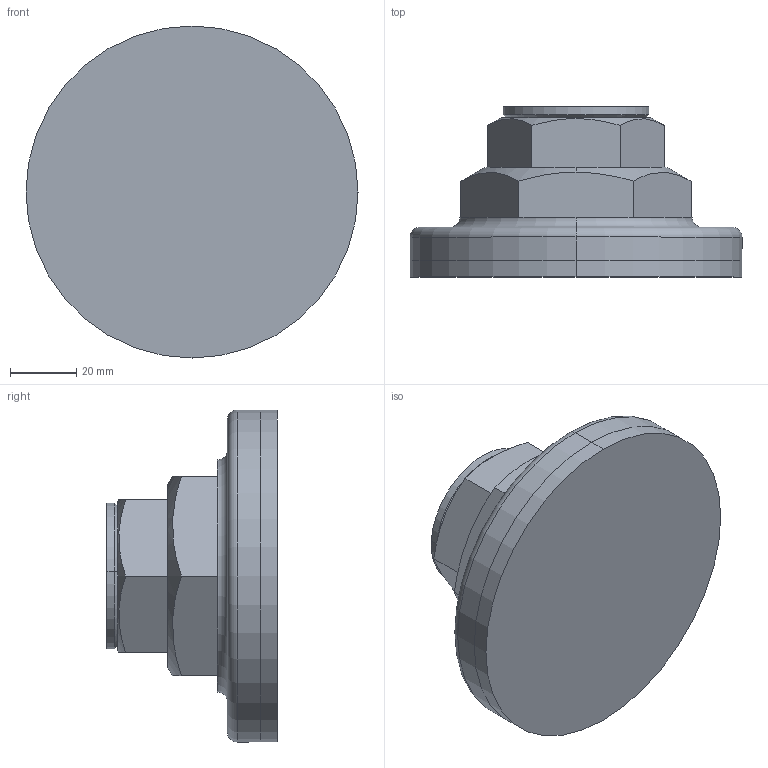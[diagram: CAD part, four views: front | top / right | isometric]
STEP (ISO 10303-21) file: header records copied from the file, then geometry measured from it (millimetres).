
FILE_DESCRIPTION (( 'STEP AP214' ), '1' );
FILE_NAME ('GLRN-105-5.STEP', '2018-03-12T13:24:18', ( 'admin1' ), ( '' ), 'SwSTEP 2.0', 'SolidWorks 2014', '' );
FILE_SCHEMA (( 'AUTOMOTIVE_DESIGN' ));
Length unit declared in the file: millimetre
Products named in the file (7): GLRN-105-5; E 003176; E 003532; T 000042_M24; E 003842_M16 x 37.5; E 002621_M16 x 37.5; SX 005392_GLRN 101.104.105.109_905
Assembly tree (6 placements, depth 3):
  GLRN-105-5
    E 003532
      E 003176
    T 000042_M24
    E 002621_M16 x 37.5
      E 003842_M16 x 37.5
    SX 005392_GLRN 101.104.105.109_905
Bounding box: 100 x 51.31 x 100 mm (x, y, z)
Volume: 201160.7 mm3; surface area: 54182.3 mm2
Topology: 4 solids, 4 shells, 56 faces, 122 edges, 76 vertices
Faces by surface type: plane 22, cylinder 16, cone 10, torus 4, sphere 4
Entity records: 1994 total; most frequent: CARTESIAN_POINT 429, DIRECTION 296, ORIENTED_EDGE 244, AXIS2_PLACEMENT_3D 123, EDGE_CURVE 122, VERTEX_POINT 76, EDGE_LOOP 64, CIRCLE 56
